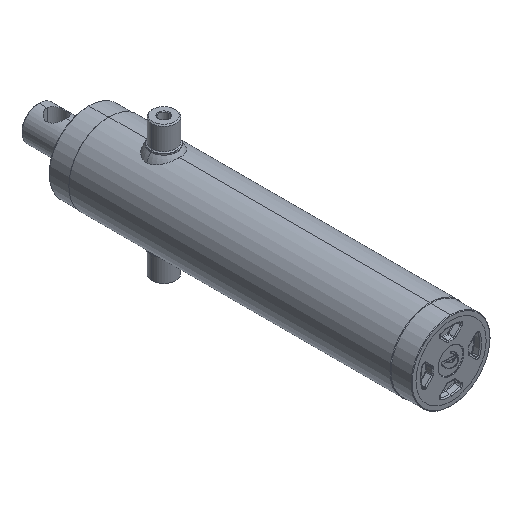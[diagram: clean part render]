
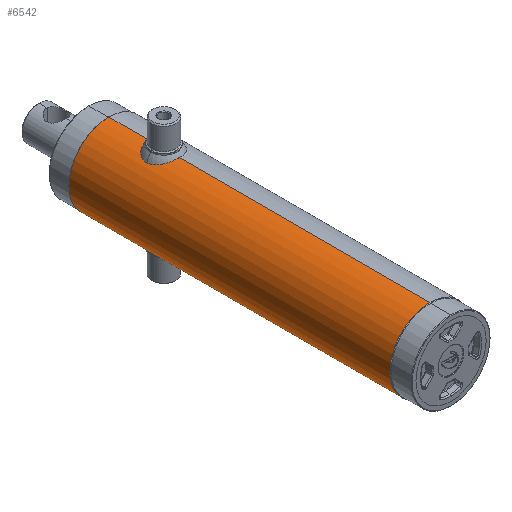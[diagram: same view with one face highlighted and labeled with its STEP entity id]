
A CAD part, isometric view. The second image highlights one B-rep face of the part: STEP entity #6542.
In plain terms, the highlighted cylindrical face has radius 75.75 mm (diameter 151.5 mm), a partial arc.
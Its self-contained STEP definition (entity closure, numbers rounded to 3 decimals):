
#67 = CIRCLE ( 'NONE', #1731, 75.75 ) ;
#105 = CARTESIAN_POINT ( 'NONE',  ( -1.554, 549.799, 75.734 ) ) ;
#138 = CARTESIAN_POINT ( 'NONE',  ( -5.798, 545.556, 75.528 ) ) ;
#165 = CARTESIAN_POINT ( 'NONE',  ( -4.522, 540.037, 75.615 ) ) ;
#489 = DIRECTION ( 'NONE',  ( 0., 1., 0. ) ) ;
#490 = VERTEX_POINT ( 'NONE', #4253 ) ;
#712 = VERTEX_POINT ( 'NONE', #2661 ) ;
#804 = CARTESIAN_POINT ( 'NONE',  ( -2.114, 549.619, 75.721 ) ) ;
#833 = CARTESIAN_POINT ( 'NONE',  ( -5.961, 544.79, 75.515 ) ) ;
#855 = CARTESIAN_POINT ( 'NONE',  ( -3.667, 539.235, 75.662 ) ) ;
#920 = CIRCLE ( 'NONE', #4870, 75.75 ) ;
#979 = LINE ( 'NONE', #2390, #2029 ) ;
#990 = DIRECTION ( 'NONE',  ( 0., 1., 0. ) ) ;
#1232 = CARTESIAN_POINT ( 'NONE',  ( 0., 40., 0. ) ) ;
#1280 = EDGE_CURVE ( 'NONE', #490, #5550, #7173, .T. ) ;
#1341 = ORIENTED_EDGE ( 'NONE', *, *, #8491, .T. ) ;
#1439 = B_SPLINE_CURVE_WITH_KNOTS ( 'NONE', 3,
 ( #6314, #2826, #8390, #4256, #105, #4928, #804, #5629, #1478, #6342, #2192, #7033, #2886, #7700, #3587, #8416, #4286, #138, #4952, #833, #5662, #1511, #6371, #2221, #7067, #2909, #7728, #3612, #8445, #4309, #165, #4985, #855, #5691, #1541, #6409, #2251, #7098, #2942, #7756, #3649, #8486 ),
 .UNSPECIFIED., .F., .F.,
 ( 4, 2, 2, 2, 2, 2, 2, 2, 2, 2, 2, 2, 2, 2, 2, 2, 2, 2, 2, 2, 4 ),
 ( 0.019, 0.02, 0.021, 0.021, 0.022, 0.023, 0.025, 0.026, 0.026, 0.027, 0.028, 0.029, 0.03, 0.03, 0.032, 0.033, 0.034, 0.035, 0.035, 0.036, 0.038 ),
 .UNSPECIFIED. ) ;
#1478 = CARTESIAN_POINT ( 'NONE',  ( -3.004, 549.209, 75.691 ) ) ;
#1511 = CARTESIAN_POINT ( 'NONE',  ( -6., 543.609, 75.512 ) ) ;
#1541 = CARTESIAN_POINT ( 'NONE',  ( -3.006, 538.804, 75.691 ) ) ;
#1731 = AXIS2_PLACEMENT_3D ( 'NONE', #6690, #2357, #6662 ) ;
#1867 = CARTESIAN_POINT ( 'NONE',  ( 0., 522.61, 0. ) ) ;
#1911 = DIRECTION ( 'NONE',  ( 0., 0., 1. ) ) ;
#2029 = VECTOR ( 'NONE', #990, 1000. ) ;
#2192 = CARTESIAN_POINT ( 'NONE',  ( -3.963, 548.522, 75.647 ) ) ;
#2215 = VERTEX_POINT ( 'NONE', #7101 ) ;
#2221 = CARTESIAN_POINT ( 'NONE',  ( -5.848, 542.643, 75.524 ) ) ;
#2251 = CARTESIAN_POINT ( 'NONE',  ( -2.483, 538.534, 75.71 ) ) ;
#2357 = DIRECTION ( 'NONE',  ( 0., 1., 0. ) ) ;
#2390 = CARTESIAN_POINT ( 'NONE',  ( 0., 522.61, 75.75 ) ) ;
#2431 = VERTEX_POINT ( 'NONE', #6413 ) ;
#2459 = CARTESIAN_POINT ( 'NONE',  ( 0., 538., 75.75 ) ) ;
#2661 = CARTESIAN_POINT ( 'NONE',  ( 0., 648., -75.75 ) ) ;
#2769 = EDGE_CURVE ( 'NONE', #712, #2932, #67, .T. ) ;
#2826 = CARTESIAN_POINT ( 'NONE',  ( -0.392, 550., 75.75 ) ) ;
#2886 = CARTESIAN_POINT ( 'NONE',  ( -4.77, 547.661, 75.6 ) ) ;
#2909 = CARTESIAN_POINT ( 'NONE',  ( -5.686, 542.076, 75.536 ) ) ;
#2932 = VERTEX_POINT ( 'NONE', #3695 ) ;
#2942 = CARTESIAN_POINT ( 'NONE',  ( -1.565, 538.194, 75.735 ) ) ;
#3042 = DIRECTION ( 'NONE',  ( 0., 1., 0. ) ) ;
#3165 = AXIS2_PLACEMENT_3D ( 'NONE', #1867, #489, #3961 ) ;
#3194 = ORIENTED_EDGE ( 'NONE', *, *, #1280, .T. ) ;
#3587 = CARTESIAN_POINT ( 'NONE',  ( -5.39, 546.665, 75.558 ) ) ;
#3612 = CARTESIAN_POINT ( 'NONE',  ( -5.394, 541.343, 75.558 ) ) ;
#3620 = CARTESIAN_POINT ( 'NONE',  ( 0., 522.61, 75.75 ) ) ;
#3649 = CARTESIAN_POINT ( 'NONE',  ( -0.397, 538., 75.75 ) ) ;
#3695 = CARTESIAN_POINT ( 'NONE',  ( 0., 648., 75.75 ) ) ;
#3911 = EDGE_CURVE ( 'NONE', #2431, #5550, #1439, .T. ) ;
#3961 = DIRECTION ( 'NONE',  ( 0., 0., 1. ) ) ;
#4253 = CARTESIAN_POINT ( 'NONE',  ( 0., 40., 75.75 ) ) ;
#4256 = CARTESIAN_POINT ( 'NONE',  ( -1.361, 549.847, 75.738 ) ) ;
#4286 = CARTESIAN_POINT ( 'NONE',  ( -5.683, 545.933, 75.537 ) ) ;
#4309 = CARTESIAN_POINT ( 'NONE',  ( -4.775, 540.346, 75.6 ) ) ;
#4375 = EDGE_CURVE ( 'NONE', #2215, #490, #920, .T. ) ;
#4870 = AXIS2_PLACEMENT_3D ( 'NONE', #1232, #6077, #1911 ) ;
#4928 = CARTESIAN_POINT ( 'NONE',  ( -1.93, 549.685, 75.726 ) ) ;
#4952 = CARTESIAN_POINT ( 'NONE',  ( -5.846, 545.366, 75.524 ) ) ;
#4985 = CARTESIAN_POINT ( 'NONE',  ( -3.969, 539.483, 75.646 ) ) ;
#4986 = ORIENTED_EDGE ( 'NONE', *, *, #5985, .F. ) ;
#5493 = ORIENTED_EDGE ( 'NONE', *, *, #3911, .F. ) ;
#5550 = VERTEX_POINT ( 'NONE', #2459 ) ;
#5629 = CARTESIAN_POINT ( 'NONE',  ( -2.656, 549.394, 75.704 ) ) ;
#5662 = CARTESIAN_POINT ( 'NONE',  ( -6., 544.401, 75.512 ) ) ;
#5691 = CARTESIAN_POINT ( 'NONE',  ( -3.176, 538.906, 75.684 ) ) ;
#5985 = EDGE_CURVE ( 'NONE', #2215, #712, #6875, .T. ) ;
#6077 = DIRECTION ( 'NONE',  ( 0., 1., 0. ) ) ;
#6314 = CARTESIAN_POINT ( 'NONE',  ( 0., 550., 75.75 ) ) ;
#6342 = CARTESIAN_POINT ( 'NONE',  ( -3.661, 548.77, 75.662 ) ) ;
#6371 = CARTESIAN_POINT ( 'NONE',  ( -5.962, 543.218, 75.515 ) ) ;
#6409 = CARTESIAN_POINT ( 'NONE',  ( -2.66, 538.618, 75.703 ) ) ;
#6413 = CARTESIAN_POINT ( 'NONE',  ( 0., 550., 75.75 ) ) ;
#6542 = ADVANCED_FACE ( 'NONE', ( #8608 ), #8709, .T. ) ;
#6662 = DIRECTION ( 'NONE',  ( 0., 0., 1. ) ) ;
#6690 = CARTESIAN_POINT ( 'NONE',  ( 0., 648., 0. ) ) ;
#6875 = LINE ( 'NONE', #7196, #6924 ) ;
#6924 = VECTOR ( 'NONE', #3042, 1000. ) ;
#7033 = CARTESIAN_POINT ( 'NONE',  ( -4.516, 547.969, 75.616 ) ) ;
#7067 = CARTESIAN_POINT ( 'NONE',  ( -5.8, 542.452, 75.528 ) ) ;
#7098 = CARTESIAN_POINT ( 'NONE',  ( -1.942, 538.309, 75.726 ) ) ;
#7101 = CARTESIAN_POINT ( 'NONE',  ( 0., 40., -75.75 ) ) ;
#7130 = DIRECTION ( 'NONE',  ( 0., 1., 0. ) ) ;
#7173 = LINE ( 'NONE', #3620, #8661 ) ;
#7196 = CARTESIAN_POINT ( 'NONE',  ( 0., 522.61, -75.75 ) ) ;
#7605 = ORIENTED_EDGE ( 'NONE', *, *, #2769, .F. ) ;
#7700 = CARTESIAN_POINT ( 'NONE',  ( -5.206, 547.009, 75.571 ) ) ;
#7703 = EDGE_LOOP ( 'NONE', ( #4986, #8026, #3194, #5493, #1341, #7605 ) ) ;
#7728 = CARTESIAN_POINT ( 'NONE',  ( -5.62, 541.888, 75.541 ) ) ;
#7756 = CARTESIAN_POINT ( 'NONE',  ( -0.789, 538.039, 75.747 ) ) ;
#8026 = ORIENTED_EDGE ( 'NONE', *, *, #4375, .T. ) ;
#8390 = CARTESIAN_POINT ( 'NONE',  ( -0.781, 549.962, 75.747 ) ) ;
#8416 = CARTESIAN_POINT ( 'NONE',  ( -5.616, 546.12, 75.542 ) ) ;
#8445 = CARTESIAN_POINT ( 'NONE',  ( -5.21, 540.998, 75.571 ) ) ;
#8486 = CARTESIAN_POINT ( 'NONE',  ( 0., 538., 75.75 ) ) ;
#8491 = EDGE_CURVE ( 'NONE', #2431, #2932, #979, .T. ) ;
#8608 = FACE_OUTER_BOUND ( 'NONE', #7703, .T. ) ;
#8661 = VECTOR ( 'NONE', #7130, 1000. ) ;
#8709 = CYLINDRICAL_SURFACE ( 'NONE', #3165, 75.75 ) ;
